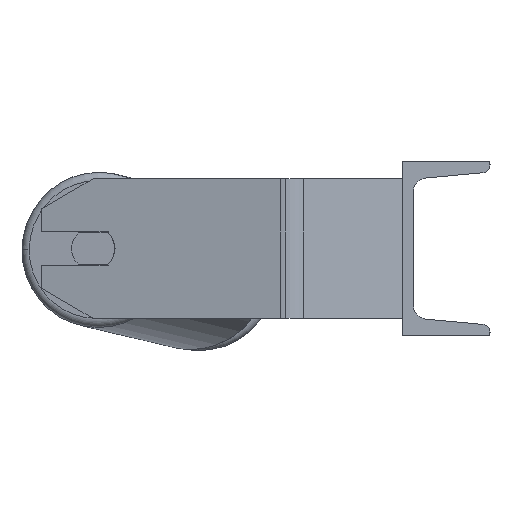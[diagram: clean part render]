
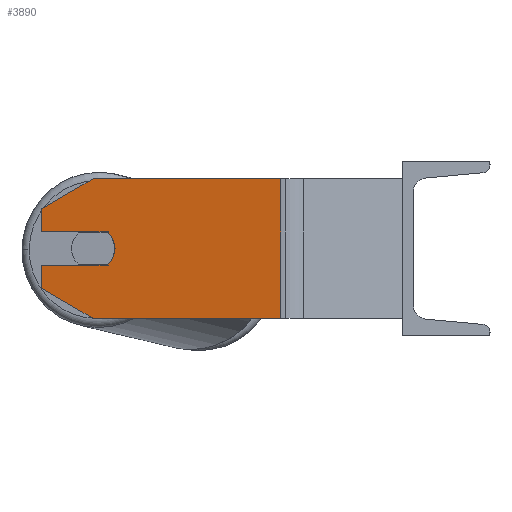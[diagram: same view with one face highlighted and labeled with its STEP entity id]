
A CAD part, left-side view. The second image highlights one B-rep face of the part: STEP entity #3890.
In plain terms, the highlighted planar face has unit normal (-0.985, 0.174, 0).
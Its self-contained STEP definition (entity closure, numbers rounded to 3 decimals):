
#26 = DIRECTION ( 'NONE',  ( 0.174, 0.985, 0. ) ) ;
#106 = VERTEX_POINT ( 'NONE', #2244 ) ;
#238 = CARTESIAN_POINT ( 'NONE',  ( -519.522, 165.056, 0. ) ) ;
#277 = VERTEX_POINT ( 'NONE', #3884 ) ;
#363 = AXIS2_PLACEMENT_3D ( 'NONE', #7722, #4421, #5797 ) ;
#399 = VECTOR ( 'NONE', #7600, 1000. ) ;
#407 = EDGE_CURVE ( 'NONE', #1663, #1489, #2701, .T. ) ;
#500 = CARTESIAN_POINT ( 'NONE',  ( -517.352, 177.366, -40. ) ) ;
#511 = CIRCLE ( 'NONE', #8029, 12.5 ) ;
#620 = CARTESIAN_POINT ( 'NONE',  ( -512.142, 206.911, 9.5 ) ) ;
#685 = CARTESIAN_POINT ( 'NONE',  ( -512.142, 206.911, 40. ) ) ;
#866 = DIRECTION ( 'NONE',  ( -0.174, -0.985, 0. ) ) ;
#894 = CARTESIAN_POINT ( 'NONE',  ( -518.763, 169.366, -9.5 ) ) ;
#911 = EDGE_CURVE ( 'NONE', #1489, #106, #8802, .T. ) ;
#1134 = DIRECTION ( 'NONE',  ( -0.174, -0.985, 0. ) ) ;
#1170 = VECTOR ( 'NONE', #1356, 1000. ) ;
#1249 = VERTEX_POINT ( 'NONE', #620 ) ;
#1256 = ORIENTED_EDGE ( 'NONE', *, *, #3570, .F. ) ;
#1289 = CARTESIAN_POINT ( 'NONE',  ( -512.142, 206.911, 40. ) ) ;
#1297 = VERTEX_POINT ( 'NONE', #5150 ) ;
#1356 = DIRECTION ( 'NONE',  ( 0., 0., -1. ) ) ;
#1380 = CARTESIAN_POINT ( 'NONE',  ( -536.282, 70.007, 40. ) ) ;
#1480 = CARTESIAN_POINT ( 'NONE',  ( -517.352, 177.366, 40. ) ) ;
#1489 = VERTEX_POINT ( 'NONE', #8979 ) ;
#1551 = EDGE_CURVE ( 'NONE', #2568, #1297, #3479, .T. ) ;
#1663 = VERTEX_POINT ( 'NONE', #2989 ) ;
#1914 = CARTESIAN_POINT ( 'NONE',  ( -518.763, 169.366, 9.5 ) ) ;
#1982 = ORIENTED_EDGE ( 'NONE', *, *, #2092, .F. ) ;
#2065 = CARTESIAN_POINT ( 'NONE',  ( -512.142, 206.911, 22.679 ) ) ;
#2092 = EDGE_CURVE ( 'NONE', #4299, #7897, #8772, .T. ) ;
#2176 = EDGE_CURVE ( 'NONE', #7897, #1249, #8434, .T. ) ;
#2244 = CARTESIAN_POINT ( 'NONE',  ( -536.282, 70.007, -40. ) ) ;
#2374 = ORIENTED_EDGE ( 'NONE', *, *, #2176, .F. ) ;
#2408 = CARTESIAN_POINT ( 'NONE',  ( -512.142, 206.911, -40. ) ) ;
#2439 = LINE ( 'NONE', #5240, #8163 ) ;
#2513 = ORIENTED_EDGE ( 'NONE', *, *, #2905, .F. ) ;
#2568 = VERTEX_POINT ( 'NONE', #1480 ) ;
#2625 = EDGE_CURVE ( 'NONE', #277, #106, #3669, .T. ) ;
#2701 = LINE ( 'NONE', #500, #399 ) ;
#2905 = EDGE_CURVE ( 'NONE', #3028, #4299, #511, .T. ) ;
#2989 = CARTESIAN_POINT ( 'NONE',  ( -512.142, 206.911, -22.679 ) ) ;
#3028 = VERTEX_POINT ( 'NONE', #8411 ) ;
#3355 = PLANE ( 'NONE',  #8922 ) ;
#3409 = ORIENTED_EDGE ( 'NONE', *, *, #8560, .F. ) ;
#3479 = LINE ( 'NONE', #2065, #5078 ) ;
#3570 = EDGE_CURVE ( 'NONE', #2568, #277, #4140, .T. ) ;
#3669 = LINE ( 'NONE', #1380, #8180 ) ;
#3748 = VECTOR ( 'NONE', #26, 1000. ) ;
#3884 = CARTESIAN_POINT ( 'NONE',  ( -536.282, 70.007, 40. ) ) ;
#3890 = ADVANCED_FACE ( 'NONE', ( #9027 ), #3355, .F. ) ;
#4137 = DIRECTION ( 'NONE',  ( 0.174, 0.985, 0. ) ) ;
#4140 = LINE ( 'NONE', #1289, #5992 ) ;
#4179 = DIRECTION ( 'NONE',  ( 0., 0., -1. ) ) ;
#4183 = VECTOR ( 'NONE', #866, 1000. ) ;
#4299 = VERTEX_POINT ( 'NONE', #238 ) ;
#4421 = DIRECTION ( 'NONE',  ( -0.985, 0.174, 0. ) ) ;
#4641 = CARTESIAN_POINT ( 'NONE',  ( -512.142, 206.911, -9.5 ) ) ;
#4788 = DIRECTION ( 'NONE',  ( -0.174, -0.985, 0. ) ) ;
#4834 = DIRECTION ( 'NONE',  ( 0.985, -0.174, 0. ) ) ;
#4927 = CARTESIAN_POINT ( 'NONE',  ( -512.142, 206.911, 9.5 ) ) ;
#4944 = ORIENTED_EDGE ( 'NONE', *, *, #7946, .T. ) ;
#5058 = LINE ( 'NONE', #894, #8836 ) ;
#5078 = VECTOR ( 'NONE', #9061, 1000. ) ;
#5150 = CARTESIAN_POINT ( 'NONE',  ( -512.142, 206.911, 22.679 ) ) ;
#5240 = CARTESIAN_POINT ( 'NONE',  ( -512.142, 206.911, 40. ) ) ;
#5473 = CARTESIAN_POINT ( 'NONE',  ( -517.352, 177.366, 0. ) ) ;
#5797 = DIRECTION ( 'NONE',  ( -0.174, -0.985, 0. ) ) ;
#5858 = ORIENTED_EDGE ( 'NONE', *, *, #407, .T. ) ;
#5979 = ORIENTED_EDGE ( 'NONE', *, *, #911, .T. ) ;
#5992 = VECTOR ( 'NONE', #4788, 1000. ) ;
#6515 = DIRECTION ( 'NONE',  ( -0.174, -0.985, 0. ) ) ;
#7028 = VERTEX_POINT ( 'NONE', #4641 ) ;
#7089 = EDGE_CURVE ( 'NONE', #7028, #1663, #2439, .T. ) ;
#7297 = ORIENTED_EDGE ( 'NONE', *, *, #1551, .T. ) ;
#7372 = ORIENTED_EDGE ( 'NONE', *, *, #2625, .F. ) ;
#7600 = DIRECTION ( 'NONE',  ( -0.15, -0.853, -0.5 ) ) ;
#7618 = EDGE_LOOP ( 'NONE', ( #7818, #5858, #5979, #7372, #1256, #7297, #4944, #2374, #1982, #2513, #3409 ) ) ;
#7623 = CARTESIAN_POINT ( 'NONE',  ( -512.142, 206.911, 40. ) ) ;
#7722 = CARTESIAN_POINT ( 'NONE',  ( -517.352, 177.366, 0. ) ) ;
#7776 = LINE ( 'NONE', #685, #1170 ) ;
#7818 = ORIENTED_EDGE ( 'NONE', *, *, #7089, .T. ) ;
#7897 = VERTEX_POINT ( 'NONE', #1914 ) ;
#7946 = EDGE_CURVE ( 'NONE', #1297, #1249, #7776, .T. ) ;
#8029 = AXIS2_PLACEMENT_3D ( 'NONE', #5473, #8235, #1134 ) ;
#8163 = VECTOR ( 'NONE', #8791, 1000. ) ;
#8180 = VECTOR ( 'NONE', #4179, 1000. ) ;
#8235 = DIRECTION ( 'NONE',  ( -0.985, 0.174, 0. ) ) ;
#8411 = CARTESIAN_POINT ( 'NONE',  ( -518.763, 169.366, -9.5 ) ) ;
#8434 = LINE ( 'NONE', #4927, #3748 ) ;
#8560 = EDGE_CURVE ( 'NONE', #7028, #3028, #5058, .T. ) ;
#8772 = CIRCLE ( 'NONE', #363, 12.5 ) ;
#8791 = DIRECTION ( 'NONE',  ( 0., 0., -1. ) ) ;
#8802 = LINE ( 'NONE', #2408, #4183 ) ;
#8836 = VECTOR ( 'NONE', #6515, 1000. ) ;
#8922 = AXIS2_PLACEMENT_3D ( 'NONE', #7623, #4834, #4137 ) ;
#8979 = CARTESIAN_POINT ( 'NONE',  ( -517.352, 177.366, -40. ) ) ;
#9027 = FACE_OUTER_BOUND ( 'NONE', #7618, .T. ) ;
#9061 = DIRECTION ( 'NONE',  ( 0.15, 0.853, -0.5 ) ) ;
